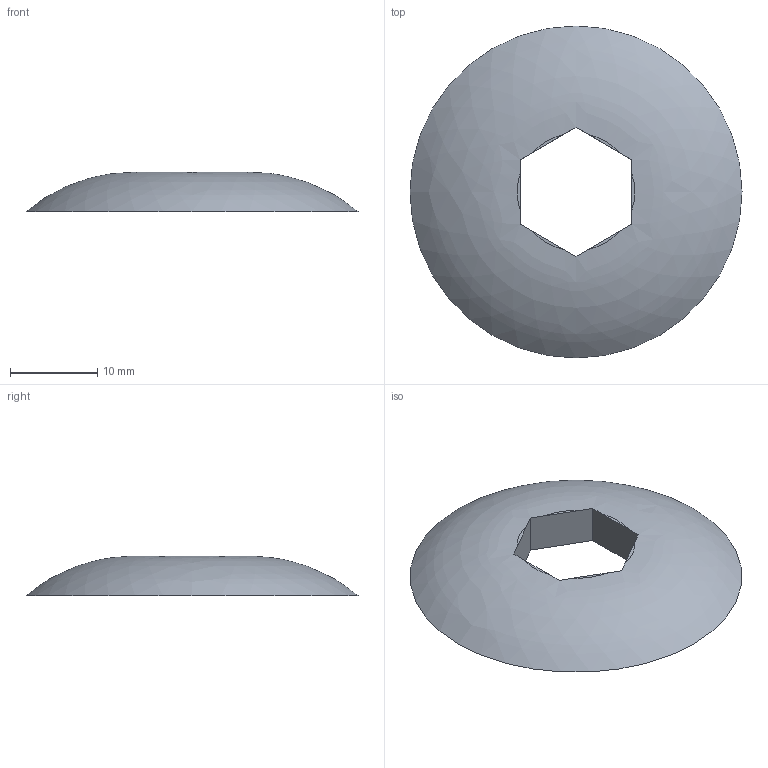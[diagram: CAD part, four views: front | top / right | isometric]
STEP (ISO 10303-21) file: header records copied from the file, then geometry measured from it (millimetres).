
FILE_DESCRIPTION(/* description */ (''),/* implementation_level */ '2;1');
FILE_NAME(/* name */ 'Bolt-Cap_F3-01_008.step',/* time_stamp */ '2022-03-19T00:36:22-04:00',/* author */ (''),/* organization */ (''),/* preprocessor_version */ 'ST-DEVELOPER v18.1',/* originating_system */ 'Autodesk Translation Framework v10.13.0.1454',/* authorisation */ '');
FILE_SCHEMA (('AUTOMOTIVE_DESIGN { 1 0 10303 214 3 1 1 }'));
Length unit declared in the file: millimetre
Products named in the file (1): (Unsaved)
Bounding box: 38 x 38 x 4.5 mm (x, y, z)
Volume: 2712.1 mm3; surface area: 2293.3 mm2
Topology: 1 solids, 1 shells, 14 faces, 39 edges, 26 vertices
Faces by surface type: plane 13, bspline 1
Entity records: 523 total; most frequent: CARTESIAN_POINT 142, ORIENTED_EDGE 78, DIRECTION 64, EDGE_CURVE 39, VERTEX_POINT 26, AXIS2_PLACEMENT_3D 23, LINE 18, VECTOR 18
